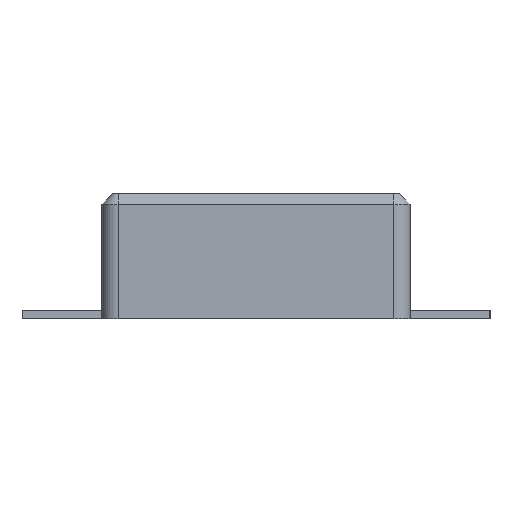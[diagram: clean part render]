
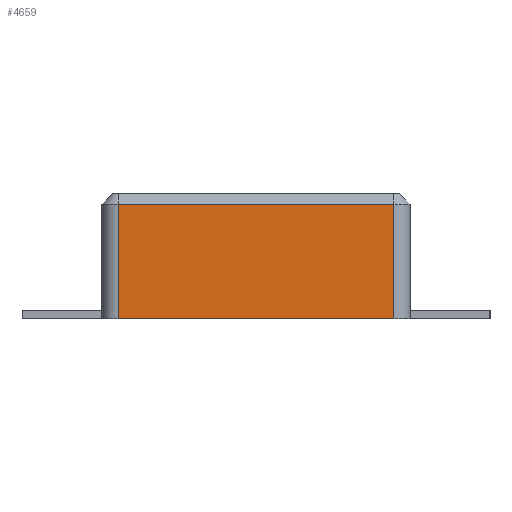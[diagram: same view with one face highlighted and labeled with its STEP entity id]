
A CAD part, left-side view. The second image highlights one B-rep face of the part: STEP entity #4659.
In plain terms, the highlighted planar face has unit normal (-1, 0, 0).
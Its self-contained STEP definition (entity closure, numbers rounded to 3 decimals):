
#13=DIRECTION('',(0.,0.,1.));
#62=VECTOR('',#13,1.);
#80=VECTOR('',#81,1.);
#81=DIRECTION('',(0.,-1.,0.));
#84=DIRECTION('',(1.,0.,0.));
#102=VECTOR('',#103,1.);
#103=DIRECTION('',(0.,1.,0.));
#2126=VERTEX_POINT('',#2127);
#2127=CARTESIAN_POINT('',(-4.475,1.265,0.));
#2132=ORIENTED_EDGE('',*,*,#2133,.T.);
#2133=EDGE_CURVE('',#2126,#2134,#2136,.T.);
#2134=VERTEX_POINT('',#2135);
#2135=CARTESIAN_POINT('',(-4.475,1.265,1.05));
#2136=LINE('',#2127,#62);
#2151=VERTEX_POINT('',#2152);
#2152=CARTESIAN_POINT('',(-4.475,-1.265,0.));
#2156=ORIENTED_EDGE('',*,*,#2157,.F.);
#2157=EDGE_CURVE('',#2126,#2151,#2158,.T.);
#2158=LINE('',#2159,#80);
#2159=CARTESIAN_POINT('',(-4.475,1.415,0.));
#4659=ADVANCED_FACE('',(#4660),#4670,.F.);
#4660=FACE_BOUND('',#4661,.F.);
#4661=EDGE_LOOP('',(#2132,#4662,#4667,#2156));
#4662=ORIENTED_EDGE('',*,*,#4663,.F.);
#4663=EDGE_CURVE('',#4664,#2134,#4666,.T.);
#4664=VERTEX_POINT('',#4665);
#4665=CARTESIAN_POINT('',(-4.475,-1.265,1.05));
#4666=LINE('',#4665,#102);
#4667=ORIENTED_EDGE('',*,*,#4668,.F.);
#4668=EDGE_CURVE('',#2151,#4664,#4669,.T.);
#4669=LINE('',#2152,#62);
#4670=PLANE('',#4671);
#4671=AXIS2_PLACEMENT_3D('',#2159,#84,#81);
